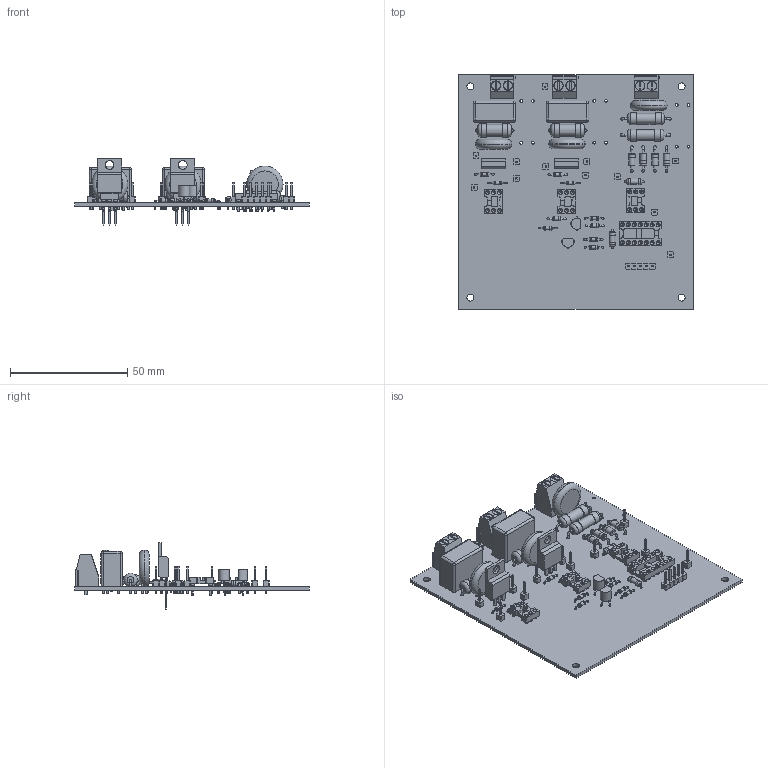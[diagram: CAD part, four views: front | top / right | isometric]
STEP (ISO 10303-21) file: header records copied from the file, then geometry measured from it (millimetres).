
FILE_DESCRIPTION(('KiCad electronic assembly'),'2;1');
FILE_NAME('placa alta tension.step','2025-12-27T19:18:42',('Pcbnew'),( 'Kicad'),'Open CASCADE STEP processor 7.9','KiCad to STEP converter' ,'Unknown');
FILE_SCHEMA(('AUTOMOTIVE_DESIGN { 1 0 10303 214 1 1 1 1 }'));
Length unit declared in the file: millimetre
Products named in the file (16): placa alta tension 1; RV_Disc_D15.5mm_W4.2mm_P7.5mm; PinHeader_1x01_P2.54mm_Vertical; R_Axial_DIN0204_L3.6mm_D1.6mm_P7.62mm_Horizontal; PinHeader_1x05_P2.54mm_Vertical; TerminalBlock_Phoenix_MKDS-1,5-2-5.08_1x02_P5.08mm_Horizontal; R_Axial_DIN0516_L15.5mm_D5.0mm_P20.32mm_Horizontal; TO-220-3_Vertical; TO-92_Wide; R_Axial_DIN0207_L6.3mm_D2.5mm_P7.62mm_Horizontal; DIP-6_W7.62mm_Socket; D_DO-41_SOD81_P10.16mm_Horizontal; R_Axial_DIN0614_L14.3mm_D5.7mm_P15.24mm_Horizontal; C_Rect_L18.0mm_W9.0mm_P15.00mm_FKS3_FKP3; DIP-14_W7.62mm_Socket; placa alta tension_PCB
Assembly tree (50 placements, depth 2):
  placa alta tension 1
    RV_Disc_D15.5mm_W4.2mm_P7.5mm  x3
    PinHeader_1x01_P2.54mm_Vertical  x12
    R_Axial_DIN0204_L3.6mm_D1.6mm_P7.62mm_Horizontal  x10
    PinHeader_1x05_P2.54mm_Vertical
    TerminalBlock_Phoenix_MKDS-1,5-2-5.08_1x02_P5.08mm_Horizontal  x3
    R_Axial_DIN0516_L15.5mm_D5.0mm_P20.32mm_Horizontal  x2
    TO-220-3_Vertical  x2
    TO-92_Wide  x2
    R_Axial_DIN0207_L6.3mm_D2.5mm_P7.62mm_Horizontal  x2
    DIP-6_W7.62mm_Socket  x3
    D_DO-41_SOD81_P10.16mm_Horizontal  x4
    R_Axial_DIN0614_L14.3mm_D5.7mm_P15.24mm_Horizontal  x2
    C_Rect_L18.0mm_W9.0mm_P15.00mm_FKS3_FKP3  x2
    DIP-14_W7.62mm_Socket
    placa alta tension_PCB
Bounding box: 100 x 100 x 28.52 mm (x, y, z)
Volume: 28721.2 mm3; surface area: 35060.6 mm2
Topology: 50 solids, 50 shells, 1944 faces, 4231 edges, 2676 vertices
Faces by surface type: plane 1258, cylinder 474, cone 96, torus 84, bspline 24, sphere 8
Full cylindrical faces by diameter (mm): 0.5 x40, 0.508 x64, 0.6 x4, 0.7 x20, 0.72 x6, 0.8 x76, 0.9 x4, 1 x17, 1.1 x14, 1.17 x12, 1.2 x8, 1.3 x6, 1.4 x4, 1.44 x10, 1.524 x32, 1.6 x20, 1.724 x32, 2.25 x2, 2.5 x4, 2.7 x8, 2.72 x4, 3 x4, 3.735 x2, 3.8 x6, 4 x6, 4.5 x2, 5 x4, 5.13 x2, 5.7 x4, 15.5 x3
Entity records: 31713 total; most frequent: CARTESIAN_POINT 5124, DIRECTION 4524, ORIENTED_EDGE 3960, EDGE_CURVE 1980, AXIS2_PLACEMENT_3D 1635, FACE_BOUND 1300, EDGE_LOOP 1300, VERTEX_POINT 1268
